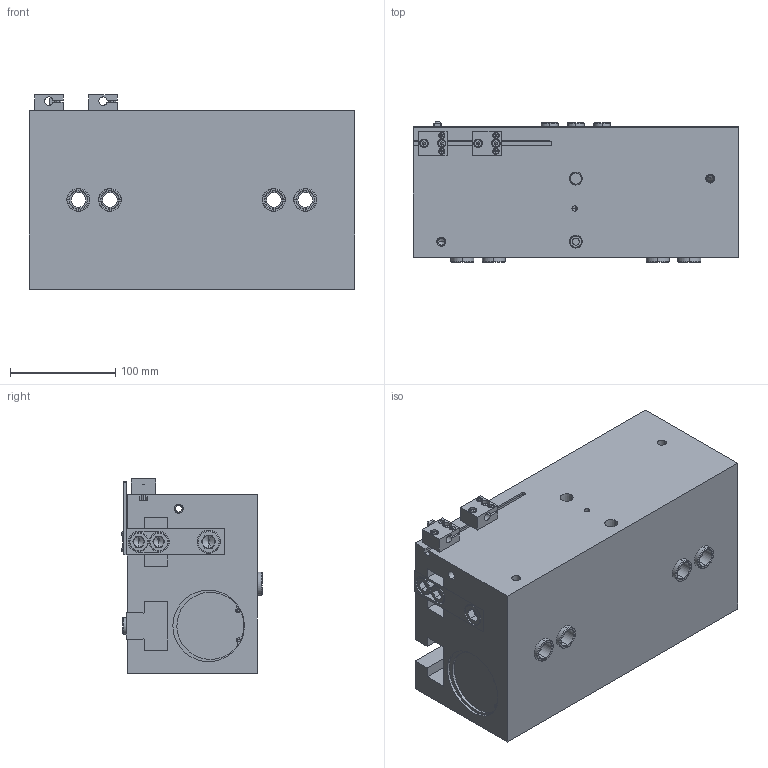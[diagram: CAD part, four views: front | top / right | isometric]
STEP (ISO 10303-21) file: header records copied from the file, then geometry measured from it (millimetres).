
FILE_DESCRIPTION (( 'STEP AP214' ), '1' );
FILE_NAME ('PLE63-100.STEP', '2012-03-06T00:42:47', ( 'xw4600' ), ( '' ), 'SwSTEP 2.0', 'SolidWorks 2010', '' );
FILE_SCHEMA (( 'AUTOMOTIVE_DESIGN' ));
Length unit declared in the file: millimetre
Products named in the file (19): PLE-63D-A00-01_Default; PLE-63D-A00-02_ISO - Spur gear 2.5M 16T 20PA 22FW ---S16A75H50L0.8N; PLE-63D-A00-03_Default; PLE-63D-A00-06_Default; PLE-63D-A00-07_Default; PLE-63D-A00-08_Default; PLE-63D-A00-09_Default; PLE-63D-A00-10_Default; PLE-63D-A00-11_Default; O-rings series(s60)_O-ring 60x2.65-B-ISO 3601-1; socket head cap screw_ISO 4762 M4 x 16 --- 16N; socket head cap screw_ISO 4762 M3 x 8 --- 8N; Ball Bearing(6005ZZ)_KS B 2023 S60 - 6005-D-N; S-RING(H47)_KS 1336 I - 47; S-RING(H68)_KS 1336 I - 68; Socket Head Cap Screw_KS_KS 1003 - M14 x 25 x 25-N; Socket Button Head Screw_ISO 7380 - M3 x 8 --- 8N; Socket Head Cap Screw_KS_KS 1003 - M12 x 25 x 25-N; PLE63-100
Assembly tree (43 placements, depth 2):
  PLE63-100
    PLE-63D-A00-10_Default  x4
    socket head cap screw_ISO 4762 M3 x 8 --- 8N  x4
    PLE-63D-A00-03_Default  x2
    PLE-63D-A00-11_Default  x6
    Socket Head Cap Screw_KS_KS 1003 - M12 x 25 x 25-N  x4
    PLE-63D-A00-09_Default
    PLE-63D-A00-08_Default  x2
    socket head cap screw_ISO 4762 M4 x 16 --- 16N  x4
    S-RING(H68)_KS 1336 I - 68  x2
    S-RING(H47)_KS 1336 I - 47
    PLE-63D-A00-07_Default  x2
    Socket Button Head Screw_ISO 7380 - M3 x 8 --- 8N  x2
    PLE-63D-A00-01_Default
    Ball Bearing(6005ZZ)_KS B 2023 S60 - 6005-D-N
    PLE-63D-A00-02_ISO - Spur gear 2.5M 16T 20PA 22FW ---S16A75H50L0.8N
    PLE-63D-A00-06_Default  x2
    O-rings series(s60)_O-ring 60x2.65-B-ISO 3601-1  x2
    Socket Head Cap Screw_KS_KS 1003 - M14 x 25 x 25-N  x2
Bounding box: 310.26 x 133.65 x 185 mm (x, y, z)
Volume: 4813723.1 mm3; surface area: 630146.3 mm2
Topology: 43 solids, 44 shells, 1481 faces, 3753 edges, 2322 vertices
Faces by surface type: plane 609, cylinder 497, cone 195, torus 140, sphere 36, bspline 4
Entity records: 29079 total; most frequent: CARTESIAN_POINT 6705, DIRECTION 4575, ORIENTED_EDGE 4344, EDGE_CURVE 2172, AXIS2_PLACEMENT_3D 1794, VERTEX_POINT 1394, VECTOR 987, LINE 987
